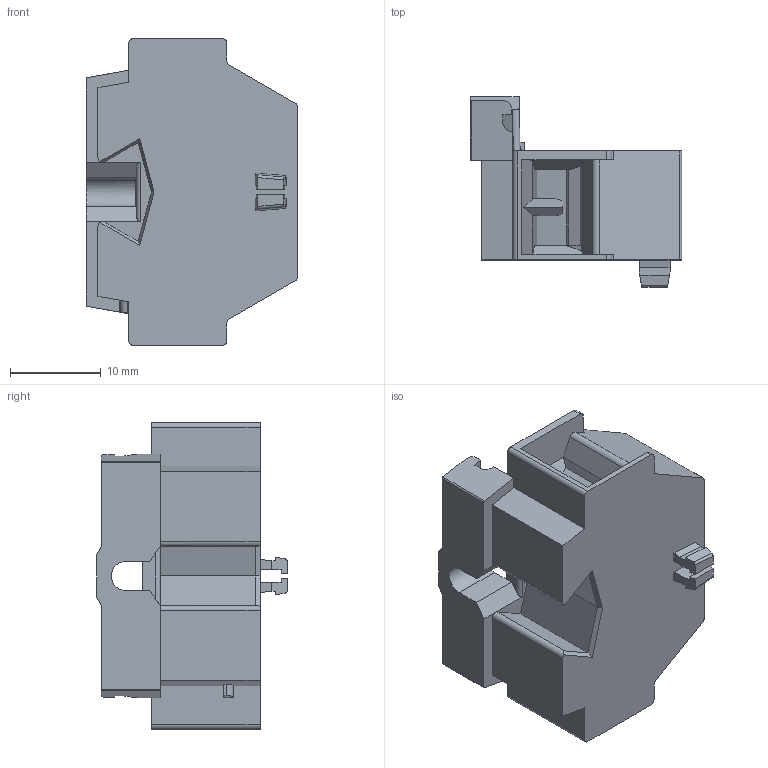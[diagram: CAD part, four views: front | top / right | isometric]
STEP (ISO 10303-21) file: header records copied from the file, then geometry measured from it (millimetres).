
FILE_DESCRIPTION( ( 'STEP AP214' ), '1' );
FILE_NAME( 'SDUS4-2-B-20201026.stp', '2022-12-15T03:19:09', ( ' ' ), ( ' ' ), 'XStep 1.0', ' ', ' ' );
FILE_SCHEMA( ( 'CONFIG_CONTROL_DESIGN) ( )' ) );
Length unit declared in the file: metre
Products named in the file (1): SDUS4-2-M01
Bounding box: 23.31 x 21 x 33.75 mm (x, y, z)
Volume: 5978.8 mm3; surface area: 4107.7 mm2
Topology: 1 solids, 1 shells, 250 faces, 704 edges, 458 vertices
Faces by surface type: plane 208, cylinder 42
Entity records: 9999 total; most frequent: CARTESIAN_POINT 1536, ORIENTED_EDGE 1408, DIRECTION 1243, EDGE_CURVE 704, LINE 601, VECTOR 601, VERTEX_POINT 458, AXIS2_PLACEMENT_3D 321
